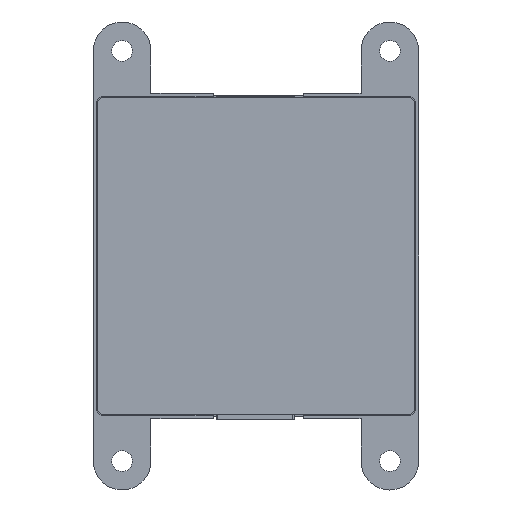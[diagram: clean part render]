
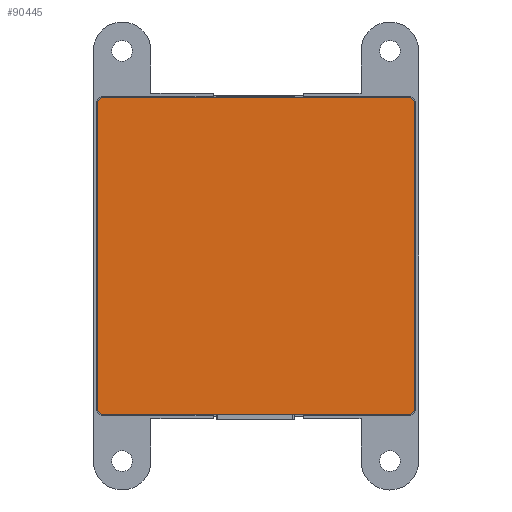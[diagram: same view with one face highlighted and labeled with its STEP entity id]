
A CAD part, front view. The second image highlights one B-rep face of the part: STEP entity #90445.
In plain terms, the highlighted planar face has unit normal (0, -1, 0).
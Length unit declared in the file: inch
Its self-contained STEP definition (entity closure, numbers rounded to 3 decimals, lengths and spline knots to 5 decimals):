
#2187 = DIRECTION ( 'NONE',  ( 0., 0., -1. ) ) ;
#3649 = DIRECTION ( 'NONE',  ( 0., 1., 0. ) ) ;
#6056 =( BOUNDED_CURVE ( )  B_SPLINE_CURVE ( 3, ( #192648, #113171, #194059, #194753 ),
 .UNSPECIFIED., .F., .T. ) 
 B_SPLINE_CURVE_WITH_KNOTS ( ( 4, 4 ),
 ( 5.49813, 7.06824 ),
 .UNSPECIFIED. ) 
 CURVE ( )  GEOMETRIC_REPRESENTATION_ITEM ( )  RATIONAL_B_SPLINE_CURVE ( ( 1., 0.805, 0.805, 1. ) ) 
 REPRESENTATION_ITEM ( '' )  );
#6953 = EDGE_CURVE ( 'NONE', #24730, #166409, #6056, .T. ) ;
#10264 = VERTEX_POINT ( 'NONE', #131828 ) ;
#11320 = CARTESIAN_POINT ( 'NONE',  ( -1.07, 0., 1.03801 ) ) ;
#18664 = EDGE_CURVE ( 'NONE', #141990, #10264, #81903, .T. ) ;
#22271 = DIRECTION ( 'NONE',  ( 0., 0., 1. ) ) ;
#24730 = VERTEX_POINT ( 'NONE', #44222 ) ;
#32152 = CARTESIAN_POINT ( 'NONE',  ( -1.07, 0., -1.07 ) ) ;
#32334 = CARTESIAN_POINT ( 'NONE',  ( 1.03801, 0., 1.07 ) ) ;
#32710 = EDGE_LOOP ( 'NONE', ( #80544, #59534, #35981, #169533, #53854, #188787, #111611, #168509 ) ) ;
#34798 = CARTESIAN_POINT ( 'NONE',  ( 1.03801, 0., -1.07 ) ) ;
#35504 = CARTESIAN_POINT ( 'NONE',  ( 1.05675, 0., -1.07 ) ) ;
#35569 = CARTESIAN_POINT ( 'NONE',  ( -1.03801, 0., -1.07 ) ) ;
#35981 = ORIENTED_EDGE ( 'NONE', *, *, #36546, .F. ) ;
#36546 = EDGE_CURVE ( 'NONE', #141990, #102762, #193824, .T. ) ;
#44222 = CARTESIAN_POINT ( 'NONE',  ( 1.07, 0., 1.03801 ) ) ;
#44415 = LINE ( 'NONE', #166002, #57073 ) ;
#49391 = FACE_OUTER_BOUND ( 'NONE', #32710, .T. ) ;
#51587 = PLANE ( 'NONE',  #104431 ) ;
#53854 = ORIENTED_EDGE ( 'NONE', *, *, #181644, .F. ) ;
#57073 = VECTOR ( 'NONE', #2187, 39.37008 ) ;
#57787 = CARTESIAN_POINT ( 'NONE',  ( -1.07, 0., -1.03801 ) ) ;
#59534 = ORIENTED_EDGE ( 'NONE', *, *, #203521, .T. ) ;
#59800 = CARTESIAN_POINT ( 'NONE',  ( -1.07, 0., 1.07 ) ) ;
#65898 = CARTESIAN_POINT ( 'NONE',  ( -1.07, 0., 1.07 ) ) ;
#73943 = EDGE_CURVE ( 'NONE', #210068, #126490, #128727, .T. ) ;
#80544 = ORIENTED_EDGE ( 'NONE', *, *, #187840, .F. ) ;
#81903 =( BOUNDED_CURVE ( )  B_SPLINE_CURVE ( 3, ( #34798, #35504, #149915, #169226 ),
 .UNSPECIFIED., .F., .F. ) 
 B_SPLINE_CURVE_WITH_KNOTS ( ( 4, 4 ),
 ( 5.49813, 7.06824 ),
 .UNSPECIFIED. ) 
 CURVE ( )  GEOMETRIC_REPRESENTATION_ITEM ( )  RATIONAL_B_SPLINE_CURVE ( ( 1., 0.805, 0.805, 1. ) ) 
 REPRESENTATION_ITEM ( '' )  );
#90445 = ADVANCED_FACE ( 'NONE', ( #49391 ), #51587, .F. ) ;
#92117 = LINE ( 'NONE', #125696, #102458 ) ;
#101971 = CARTESIAN_POINT ( 'NONE',  ( -1.03801, 0., 1.07 ) ) ;
#102458 = VECTOR ( 'NONE', #161444, 39.37008 ) ;
#102762 = VERTEX_POINT ( 'NONE', #35569 ) ;
#104431 = AXIS2_PLACEMENT_3D ( 'NONE', #65898, #3649, #22271 ) ;
#105742 = CARTESIAN_POINT ( 'NONE',  ( -1.05675, 0., -1.07 ) ) ;
#106736 = VECTOR ( 'NONE', #194562, 39.37008 ) ;
#107159 = CARTESIAN_POINT ( 'NONE',  ( -1.03801, 0., 1.07 ) ) ;
#111611 = ORIENTED_EDGE ( 'NONE', *, *, #130882, .F. ) ;
#111654 = LINE ( 'NONE', #59800, #175728 ) ;
#111990 = DIRECTION ( 'NONE',  ( 1., 0., 0. ) ) ;
#113171 = CARTESIAN_POINT ( 'NONE',  ( 1.07, 0., 1.05675 ) ) ;
#114751 =( BOUNDED_CURVE ( )  B_SPLINE_CURVE ( 3, ( #57787, #172264, #105742, #155008 ),
 .UNSPECIFIED., .F., .T. ) 
 B_SPLINE_CURVE_WITH_KNOTS ( ( 4, 4 ),
 ( 5.49813, 7.06824 ),
 .UNSPECIFIED. ) 
 CURVE ( )  GEOMETRIC_REPRESENTATION_ITEM ( )  RATIONAL_B_SPLINE_CURVE ( ( 1., 0.805, 0.805, 1. ) ) 
 REPRESENTATION_ITEM ( '' )  );
#116156 = CARTESIAN_POINT ( 'NONE',  ( -1.07, 0., -1.03801 ) ) ;
#119644 = CARTESIAN_POINT ( 'NONE',  ( -1.07, 0., 1.03801 ) ) ;
#120516 = CARTESIAN_POINT ( 'NONE',  ( 1.03801, 0., -1.07 ) ) ;
#124283 = CARTESIAN_POINT ( 'NONE',  ( -1.07, 0., 1.05675 ) ) ;
#125696 = CARTESIAN_POINT ( 'NONE',  ( -1.07, 0., -1.07 ) ) ;
#126490 = VERTEX_POINT ( 'NONE', #119644 ) ;
#128727 =( BOUNDED_CURVE ( )  B_SPLINE_CURVE ( 3, ( #107159, #155756, #124283, #11320 ),
 .UNSPECIFIED., .F., .F. ) 
 B_SPLINE_CURVE_WITH_KNOTS ( ( 4, 4 ),
 ( 5.49813, 7.06824 ),
 .UNSPECIFIED. ) 
 CURVE ( )  GEOMETRIC_REPRESENTATION_ITEM ( )  RATIONAL_B_SPLINE_CURVE ( ( 1., 0.805, 0.805, 1. ) ) 
 REPRESENTATION_ITEM ( '' )  );
#130882 = EDGE_CURVE ( 'NONE', #210068, #166409, #111654, .T. ) ;
#131828 = CARTESIAN_POINT ( 'NONE',  ( 1.07, 0., -1.03801 ) ) ;
#141990 = VERTEX_POINT ( 'NONE', #120516 ) ;
#149915 = CARTESIAN_POINT ( 'NONE',  ( 1.07, 0., -1.05675 ) ) ;
#151687 = VERTEX_POINT ( 'NONE', #116156 ) ;
#155008 = CARTESIAN_POINT ( 'NONE',  ( -1.03801, 0., -1.07 ) ) ;
#155756 = CARTESIAN_POINT ( 'NONE',  ( -1.05675, 0., 1.07 ) ) ;
#161444 = DIRECTION ( 'NONE',  ( 0., 0., 1. ) ) ;
#166002 = CARTESIAN_POINT ( 'NONE',  ( 1.07, 0., -1.07 ) ) ;
#166409 = VERTEX_POINT ( 'NONE', #32334 ) ;
#168509 = ORIENTED_EDGE ( 'NONE', *, *, #73943, .T. ) ;
#169226 = CARTESIAN_POINT ( 'NONE',  ( 1.07, 0., -1.03801 ) ) ;
#169533 = ORIENTED_EDGE ( 'NONE', *, *, #18664, .T. ) ;
#172264 = CARTESIAN_POINT ( 'NONE',  ( -1.07, 0., -1.05675 ) ) ;
#175728 = VECTOR ( 'NONE', #111990, 39.37008 ) ;
#181644 = EDGE_CURVE ( 'NONE', #24730, #10264, #44415, .T. ) ;
#187840 = EDGE_CURVE ( 'NONE', #151687, #126490, #92117, .T. ) ;
#188787 = ORIENTED_EDGE ( 'NONE', *, *, #6953, .T. ) ;
#192648 = CARTESIAN_POINT ( 'NONE',  ( 1.07, 0., 1.03801 ) ) ;
#193824 = LINE ( 'NONE', #32152, #106736 ) ;
#194059 = CARTESIAN_POINT ( 'NONE',  ( 1.05675, 0., 1.07 ) ) ;
#194562 = DIRECTION ( 'NONE',  ( -1., 0., 0. ) ) ;
#194753 = CARTESIAN_POINT ( 'NONE',  ( 1.03801, 0., 1.07 ) ) ;
#203521 = EDGE_CURVE ( 'NONE', #151687, #102762, #114751, .T. ) ;
#210068 = VERTEX_POINT ( 'NONE', #101971 ) ;
